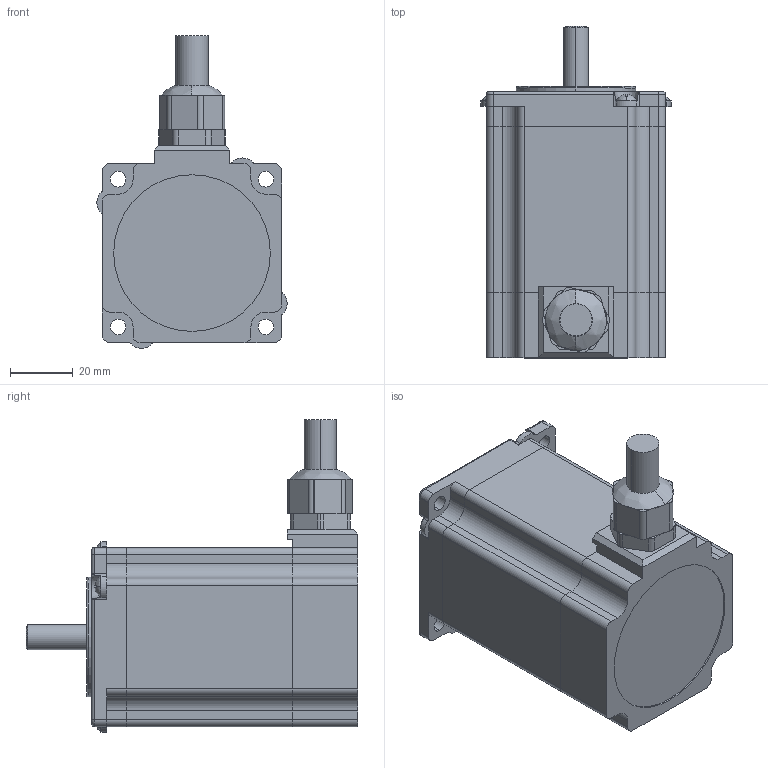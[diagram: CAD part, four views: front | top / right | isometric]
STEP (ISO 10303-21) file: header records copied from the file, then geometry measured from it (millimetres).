
FILE_DESCRIPTION(('FreeCAD Model'),'2;1');
FILE_NAME('MSW233A254W1AA3.0.STEP', '2017-02-06T11:26:03',('Author'),(''), 'Open CASCADE STEP processor 6.8','FreeCAD','Unknown');
FILE_SCHEMA(('AUTOMOTIVE_DESIGN_CC2 { 1 2 10303 214 -1 1 5 4 }'));
Length unit declared in the file: millimetre
Products named in the file (5): ASSEMBLY; House; Shaft; Rear_flange; Front_flange
Assembly tree (4 placements, depth 2):
  ASSEMBLY
    House
    Shaft
    Rear_flange
    Front_flange
Bounding box: 60.75 x 105.9 x 99.75 mm (x, y, z)
Volume: 170276.3 mm3; surface area: 49228.3 mm2
Topology: 4 solids, 4 shells, 311 faces, 825 edges, 532 vertices
Faces by surface type: plane 154, cylinder 122, torus 14, cone 11, bspline 10
Entity records: 36978 total; most frequent: CARTESIAN_POINT 21739, DIRECTION 2488, ORIENTED_EDGE 1650, PCURVE 1650, DEFINITIONAL_REPRESENTATION 1650, LINE 1079, VECTOR 1079, EDGE_CURVE 825
